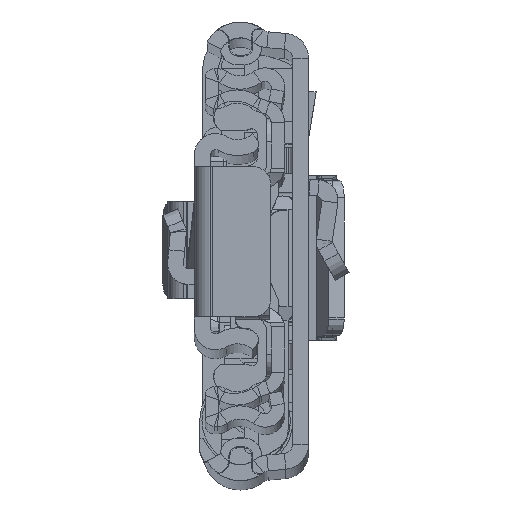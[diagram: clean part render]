
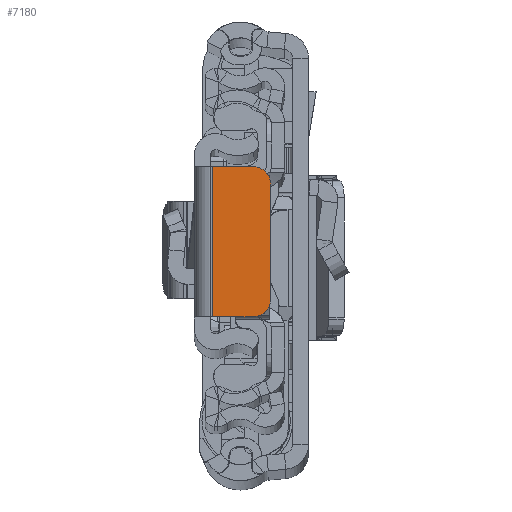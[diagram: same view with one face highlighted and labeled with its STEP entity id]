
A CAD part, top view. The second image highlights one B-rep face of the part: STEP entity #7180.
In plain terms, the highlighted planar face has unit normal (0, 0, 1).
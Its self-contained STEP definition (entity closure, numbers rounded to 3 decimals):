
#275 = AXIS2_PLACEMENT_3D ( 'NONE', #17162, #33094, #33312 ) ;
#1191 = PLANE ( 'NONE',  #275 ) ;
#2028 = LINE ( 'NONE', #36906, #4894 ) ;
#2035 = CARTESIAN_POINT ( 'NONE',  ( 0., -8.5, 0. ) ) ;
#2133 = VECTOR ( 'NONE', #21903, 1000. ) ;
#2375 = DIRECTION ( 'NONE',  ( -1., 0., 0. ) ) ;
#4894 = VECTOR ( 'NONE', #20949, 1000. ) ;
#5569 = DIRECTION ( 'NONE',  ( 0., -1., 0. ) ) ;
#5641 = VERTEX_POINT ( 'NONE', #23369 ) ;
#5781 = LINE ( 'NONE', #41456, #13019 ) ;
#7180 = ADVANCED_FACE ( 'NONE', ( #22907 ), #1191, .F. ) ;
#8215 = VERTEX_POINT ( 'NONE', #17229 ) ;
#8665 = LINE ( 'NONE', #38258, #2133 ) ;
#9428 = CARTESIAN_POINT ( 'NONE',  ( -2.05, 8.5, 0. ) ) ;
#11093 = CIRCLE ( 'NONE', #33881, 2. ) ;
#11208 = CIRCLE ( 'NONE', #35993, 2. ) ;
#11310 = ORIENTED_EDGE ( 'NONE', *, *, #23402, .T. ) ;
#11498 = DIRECTION ( 'NONE',  ( 1., 0., 0. ) ) ;
#11514 = DIRECTION ( 'NONE',  ( -1., 0., 0. ) ) ;
#13019 = VECTOR ( 'NONE', #5569, 1000. ) ;
#13795 = VERTEX_POINT ( 'NONE', #9428 ) ;
#14954 = CARTESIAN_POINT ( 'NONE',  ( -6.65, 8.5, 0. ) ) ;
#17162 = CARTESIAN_POINT ( 'NONE',  ( 0., 0., 0. ) ) ;
#17229 = CARTESIAN_POINT ( 'NONE',  ( -6.65, -8.5, 0. ) ) ;
#17565 = VERTEX_POINT ( 'NONE', #38688 ) ;
#18633 = ORIENTED_EDGE ( 'NONE', *, *, #36894, .T. ) ;
#19455 = EDGE_CURVE ( 'NONE', #13795, #29329, #2028, .T. ) ;
#20329 = ORIENTED_EDGE ( 'NONE', *, *, #34523, .T. ) ;
#20331 = EDGE_CURVE ( 'NONE', #8215, #29329, #34362, .T. ) ;
#20949 = DIRECTION ( 'NONE',  ( 0., -1., 0. ) ) ;
#21094 = DIRECTION ( 'NONE',  ( 0., 0., 1. ) ) ;
#21903 = DIRECTION ( 'NONE',  ( -1., 0., 0. ) ) ;
#22055 = ORIENTED_EDGE ( 'NONE', *, *, #19455, .F. ) ;
#22395 = VECTOR ( 'NONE', #11498, 1000. ) ;
#22907 = FACE_OUTER_BOUND ( 'NONE', #34531, .T. ) ;
#23369 = CARTESIAN_POINT ( 'NONE',  ( -8.65, 6.5, 0. ) ) ;
#23402 = EDGE_CURVE ( 'NONE', #5641, #17565, #5781, .T. ) ;
#24061 = CARTESIAN_POINT ( 'NONE',  ( -2.05, -8.5, 0. ) ) ;
#24854 = CARTESIAN_POINT ( 'NONE',  ( -6.65, -6.5, 0. ) ) ;
#27879 = CARTESIAN_POINT ( 'NONE',  ( -6.65, 6.5, 0. ) ) ;
#29329 = VERTEX_POINT ( 'NONE', #24061 ) ;
#33094 = DIRECTION ( 'NONE',  ( 0., 0., -1. ) ) ;
#33312 = DIRECTION ( 'NONE',  ( -1., 0., 0. ) ) ;
#33881 = AXIS2_PLACEMENT_3D ( 'NONE', #27879, #37543, #11514 ) ;
#34362 = LINE ( 'NONE', #2035, #22395 ) ;
#34523 = EDGE_CURVE ( 'NONE', #13795, #39668, #8665, .T. ) ;
#34531 = EDGE_LOOP ( 'NONE', ( #11310, #18633, #37237, #22055, #20329, #39621 ) ) ;
#35251 = EDGE_CURVE ( 'NONE', #39668, #5641, #11093, .T. ) ;
#35993 = AXIS2_PLACEMENT_3D ( 'NONE', #24854, #21094, #2375 ) ;
#36894 = EDGE_CURVE ( 'NONE', #17565, #8215, #11208, .T. ) ;
#36906 = CARTESIAN_POINT ( 'NONE',  ( -2.05, -8.5, 0. ) ) ;
#37237 = ORIENTED_EDGE ( 'NONE', *, *, #20331, .T. ) ;
#37543 = DIRECTION ( 'NONE',  ( 0., 0., 1. ) ) ;
#38258 = CARTESIAN_POINT ( 'NONE',  ( 0., 8.5, 0. ) ) ;
#38688 = CARTESIAN_POINT ( 'NONE',  ( -8.65, -6.5, 0. ) ) ;
#39621 = ORIENTED_EDGE ( 'NONE', *, *, #35251, .T. ) ;
#39668 = VERTEX_POINT ( 'NONE', #14954 ) ;
#41456 = CARTESIAN_POINT ( 'NONE',  ( -8.65, 0., 0. ) ) ;
